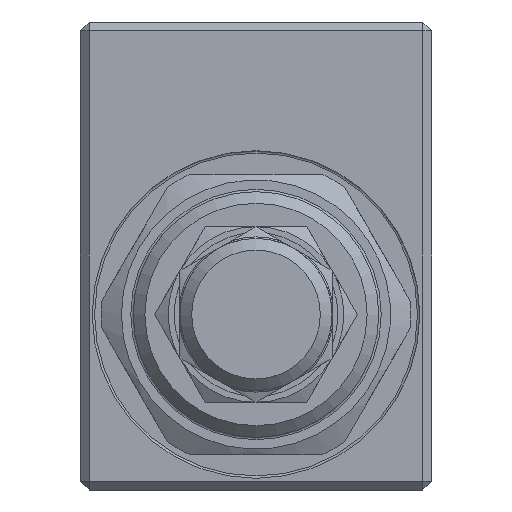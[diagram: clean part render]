
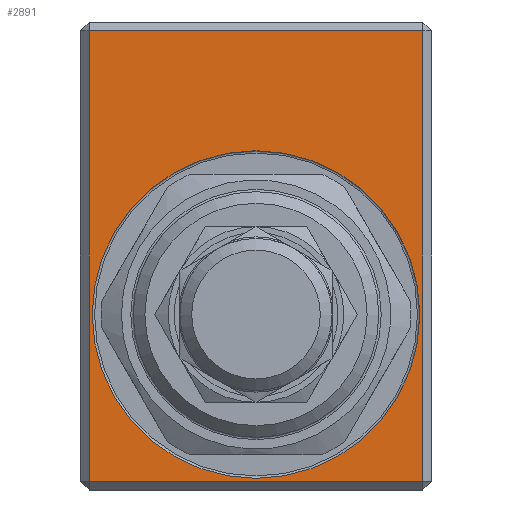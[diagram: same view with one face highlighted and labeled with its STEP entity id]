
A CAD part, left-side view. The second image highlights one B-rep face of the part: STEP entity #2891.
In plain terms, the highlighted planar face has unit normal (-1, 0, 0).
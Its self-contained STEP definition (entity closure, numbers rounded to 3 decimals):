
#59=LINE('',#5857,#141);
#60=LINE('',#5860,#142);
#61=LINE('',#5862,#143);
#62=LINE('',#5864,#144);
#141=VECTOR('',#3511,1000.);
#142=VECTOR('',#3512,1000.);
#143=VECTOR('',#3513,1000.);
#144=VECTOR('',#3514,1000.);
#356=PLANE('',#3095);
#744=ORIENTED_EDGE('',*,*,#1105,.T.);
#745=ORIENTED_EDGE('',*,*,#1106,.T.);
#746=ORIENTED_EDGE('',*,*,#1107,.T.);
#747=ORIENTED_EDGE('',*,*,#1108,.T.);
#748=ORIENTED_EDGE('',*,*,#1109,.T.);
#1105=EDGE_CURVE('',#1306,#1306,#1431,.T.);
#1106=EDGE_CURVE('',#1307,#1308,#59,.T.);
#1107=EDGE_CURVE('',#1308,#1309,#60,.T.);
#1108=EDGE_CURVE('',#1309,#1310,#61,.T.);
#1109=EDGE_CURVE('',#1310,#1307,#62,.T.);
#1306=VERTEX_POINT('',#5856);
#1307=VERTEX_POINT('',#5858);
#1308=VERTEX_POINT('',#5859);
#1309=VERTEX_POINT('',#5861);
#1310=VERTEX_POINT('',#5863);
#1431=CIRCLE('',#3096,14.);
#1560=EDGE_LOOP('',(#744));
#1561=EDGE_LOOP('',(#745,#746,#747,#748));
#1742=FACE_BOUND('',#1560,.T.);
#1743=FACE_BOUND('',#1561,.T.);
#2891=ADVANCED_FACE('',(#1742,#1743),#356,.F.);
#3095=AXIS2_PLACEMENT_3D('',#5854,#3507,#3508);
#3096=AXIS2_PLACEMENT_3D('',#5855,#3509,#3510);
#3507=DIRECTION('',(1.,0.,0.));
#3508=DIRECTION('',(0.,0.,-1.));
#3509=DIRECTION('',(1.,0.,0.));
#3510=DIRECTION('',(0.,0.,1.));
#3511=DIRECTION('',(0.,0.,-1.));
#3512=DIRECTION('',(0.,-1.,0.));
#3513=DIRECTION('',(0.,0.,1.));
#3514=DIRECTION('',(0.,1.,0.));
#5854=CARTESIAN_POINT('',(-27.5,-15.,20.));
#5855=CARTESIAN_POINT('',(-27.5,0.,-5.));
#5856=CARTESIAN_POINT('',(-27.5,0.,9.));
#5857=CARTESIAN_POINT('',(-27.5,14.25,20.));
#5858=CARTESIAN_POINT('',(-27.5,14.25,19.25));
#5859=CARTESIAN_POINT('',(-27.5,14.25,-19.25));
#5860=CARTESIAN_POINT('',(-27.5,-15.,-19.25));
#5861=CARTESIAN_POINT('',(-27.5,-14.25,-19.25));
#5862=CARTESIAN_POINT('',(-27.5,-14.25,20.));
#5863=CARTESIAN_POINT('',(-27.5,-14.25,19.25));
#5864=CARTESIAN_POINT('',(-27.5,-15.,19.25));
